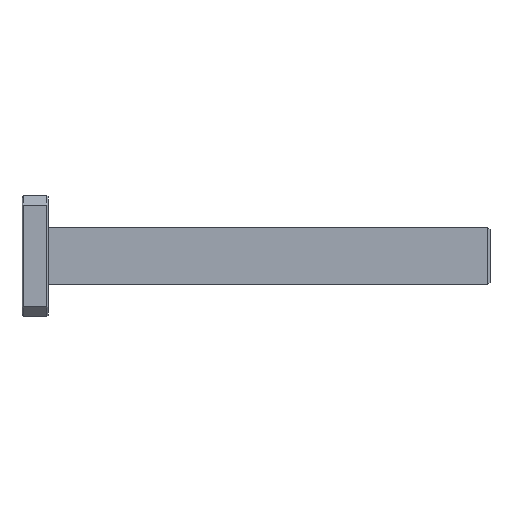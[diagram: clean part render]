
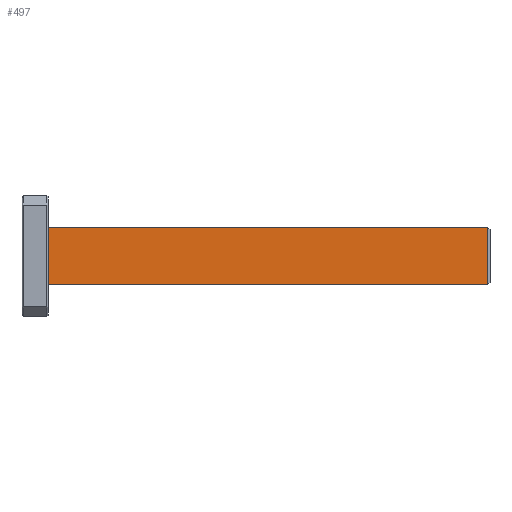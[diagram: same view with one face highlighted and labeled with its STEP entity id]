
A CAD part, front view. The second image highlights one B-rep face of the part: STEP entity #497.
In plain terms, the highlighted planar face has unit normal (0, -1, 0).
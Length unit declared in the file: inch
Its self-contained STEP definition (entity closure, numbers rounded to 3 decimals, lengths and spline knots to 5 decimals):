
#10 = DIRECTION ( 'NONE',  ( 0., 0., 1. ) ) ;
#51 = VERTEX_POINT ( 'NONE', #750 ) ;
#63 = CARTESIAN_POINT ( 'NONE',  ( 0.19, -0.125, -0.21 ) ) ;
#79 = CARTESIAN_POINT ( 'NONE',  ( 3.4, -0.125, -0.21 ) ) ;
#94 = LINE ( 'NONE', #198, #817 ) ;
#167 = LINE ( 'NONE', #79, #970 ) ;
#198 = CARTESIAN_POINT ( 'NONE',  ( 3.4, -0.125, 0.21 ) ) ;
#265 = VECTOR ( 'NONE', #276, 39.37008 ) ;
#276 = DIRECTION ( 'NONE',  ( 0., 0., 1. ) ) ;
#287 = VECTOR ( 'NONE', #826, 39.37008 ) ;
#328 = EDGE_CURVE ( 'NONE', #1431, #1291, #167, .T. ) ;
#382 = LINE ( 'NONE', #822, #265 ) ;
#402 = DIRECTION ( 'NONE',  ( -1., 0., 0. ) ) ;
#439 = DIRECTION ( 'NONE',  ( -1., 0., 0. ) ) ;
#475 = ORIENTED_EDGE ( 'NONE', *, *, #328, .F. ) ;
#497 = ADVANCED_FACE ( 'NONE', ( #1330 ), #764, .F. ) ;
#667 = CARTESIAN_POINT ( 'NONE',  ( 3.38, -0.125, -0.21 ) ) ;
#709 = CARTESIAN_POINT ( 'NONE',  ( 0.19, -0.125, 0.21 ) ) ;
#750 = CARTESIAN_POINT ( 'NONE',  ( 3.38, -0.125, 0.21 ) ) ;
#756 = CARTESIAN_POINT ( 'NONE',  ( 3.4, -0.125, -0.21 ) ) ;
#764 = PLANE ( 'NONE',  #1038 ) ;
#817 = VECTOR ( 'NONE', #439, 39.37008 ) ;
#822 = CARTESIAN_POINT ( 'NONE',  ( 3.38, -0.125, 0.21 ) ) ;
#826 = DIRECTION ( 'NONE',  ( 0., 0., -1. ) ) ;
#831 = VERTEX_POINT ( 'NONE', #709 ) ;
#867 = ORIENTED_EDGE ( 'NONE', *, *, #1337, .T. ) ;
#923 = LINE ( 'NONE', #63, #287 ) ;
#970 = VECTOR ( 'NONE', #402, 39.37008 ) ;
#1001 = DIRECTION ( 'NONE',  ( 0., 1., 0. ) ) ;
#1038 = AXIS2_PLACEMENT_3D ( 'NONE', #756, #1001, #10 ) ;
#1080 = EDGE_LOOP ( 'NONE', ( #475, #1357, #867, #1396 ) ) ;
#1095 = CARTESIAN_POINT ( 'NONE',  ( 0.19, -0.125, -0.21 ) ) ;
#1156 = EDGE_CURVE ( 'NONE', #831, #1291, #923, .T. ) ;
#1291 = VERTEX_POINT ( 'NONE', #1095 ) ;
#1330 = FACE_OUTER_BOUND ( 'NONE', #1080, .T. ) ;
#1337 = EDGE_CURVE ( 'NONE', #51, #831, #94, .T. ) ;
#1357 = ORIENTED_EDGE ( 'NONE', *, *, #1412, .T. ) ;
#1396 = ORIENTED_EDGE ( 'NONE', *, *, #1156, .T. ) ;
#1412 = EDGE_CURVE ( 'NONE', #1431, #51, #382, .T. ) ;
#1431 = VERTEX_POINT ( 'NONE', #667 ) ;
